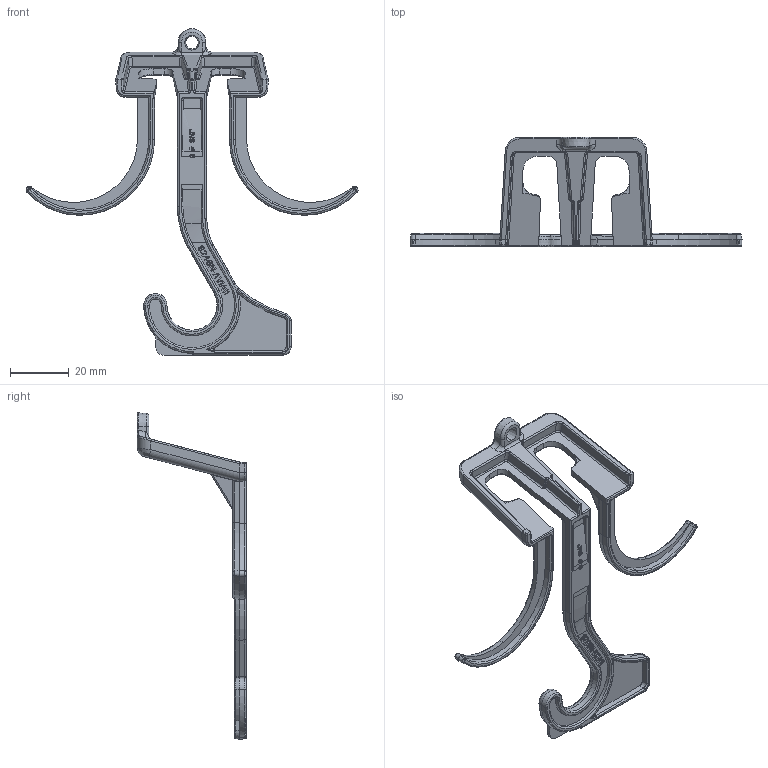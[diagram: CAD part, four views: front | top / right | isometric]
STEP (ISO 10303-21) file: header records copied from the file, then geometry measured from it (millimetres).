
FILE_DESCRIPTION(/* description */ (''),/* implementation_level */ '2;1');
FILE_NAME(/* name */ 'yj0410.stp',/* time_stamp */ '2024-04-10T11:47:51+08:00',/* author */ (''),/* organization */ (''),/* preprocessor_version */ 'ST-DEVELOPER v16.7',/* originating_system */ 'SIEMENS PLM Software NX 12.0',/* authorisation */ '');
FILE_SCHEMA (('AUTOMOTIVE_DESIGN { 1 0 10303 214 3 1 1 1 }'));
Length unit declared in the file: millimetre
Products named in the file (1): yj-new_stp
Bounding box: 112.62 x 37.2 x 110.76 mm (x, y, z)
Volume: 11680.5 mm3; surface area: 11129.1 mm2
Topology: 1 solids, 1 shells, 894 faces, 2311 edges, 1442 vertices
Faces by surface type: plane 506, cylinder 172, bspline 97, cone 56, torus 49, sphere 14
Entity records: 33271 total; most frequent: CARTESIAN_POINT 12444, ORIENTED_EDGE 4622, DIRECTION 3949, EDGE_CURVE 2311, VERTEX_POINT 1442, LINE 1377, VECTOR 1377, AXIS2_PLACEMENT_3D 1286
